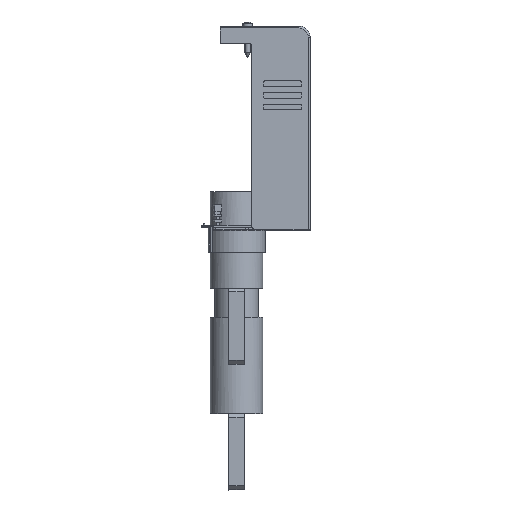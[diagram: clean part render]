
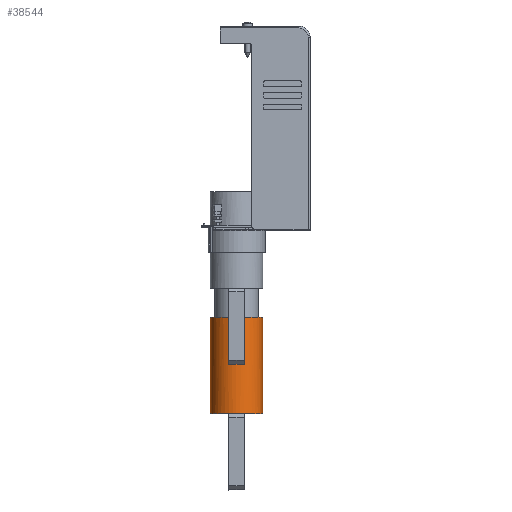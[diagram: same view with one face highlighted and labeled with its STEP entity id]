
A CAD part, top view. The second image highlights one B-rep face of the part: STEP entity #38544.
In plain terms, the highlighted cylindrical face has radius 13.6 mm (diameter 27.2 mm), a partial arc.
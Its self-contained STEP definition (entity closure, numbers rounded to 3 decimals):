
#37402=CARTESIAN_POINT('',(70.248,-128.55,
-46.503));
#37403=DIRECTION('',(0.,1.,0.));
#37404=DIRECTION('',(-0.294,0.,0.956));
#37405=AXIS2_PLACEMENT_3D('',#37402,#37403,#37404);
#37411=CARTESIAN_POINT('',(70.248,-128.55,
-46.503));
#37412=DIRECTION('',(0.,1.,0.));
#37413=DIRECTION('',(0.294,0.,0.956));
#37414=AXIS2_PLACEMENT_3D('',#37411,#37412,#37413);
#37443=DIRECTION('',(0.,1.,0.));
#37444=VECTOR('',#37443,50.);
#37445=CARTESIAN_POINT('',(56.648,-128.55,
-46.503));
#37446=LINE('',#37445,#37444);
#37447=DIRECTION('',(0.,-1.,0.));
#37448=VECTOR('',#37447,50.);
#37449=CARTESIAN_POINT('',(83.848,-78.55,
-46.503));
#37450=LINE('',#37449,#37448);
#37451=CARTESIAN_POINT('',(70.248,-128.55,
-46.503));
#37452=DIRECTION('',(0.,1.,0.));
#37453=DIRECTION('',(0.294,0.,0.956));
#37454=AXIS2_PLACEMENT_3D('',#37451,#37452,#37453);
#37486=CARTESIAN_POINT('',(70.248,-128.55,
-46.503));
#37487=DIRECTION('',(0.,1.,0.));
#37488=DIRECTION('',(-1.,0.,
0.));
#37489=AXIS2_PLACEMENT_3D('',#37486,#37487,#37488);
#37496=CARTESIAN_POINT('',(70.248,-128.55,
-46.503));
#37497=DIRECTION('',(0.,1.,0.));
#37498=DIRECTION('',(-0.294,0.,0.956));
#37499=AXIS2_PLACEMENT_3D('',#37496,#37497,#37498);
#37703=CARTESIAN_POINT('',(70.248,-78.55,
-46.503));
#37704=DIRECTION('',(0.,-1.,0.));
#37705=DIRECTION('',(1.,0.,0.));
#37706=AXIS2_PLACEMENT_3D('',#37703,#37704,#37705);
#38221=CARTESIAN_POINT('',(83.848,-78.55,
-46.503));
#38222=CARTESIAN_POINT('',(83.848,-128.55,
-46.503));
#38223=VERTEX_POINT('',#38221);
#38224=VERTEX_POINT('',#38222);
#38225=CARTESIAN_POINT('',(56.648,-128.55,
-46.503));
#38226=CARTESIAN_POINT('',(56.648,-78.55,
-46.503));
#38227=VERTEX_POINT('',#38225);
#38228=VERTEX_POINT('',#38226);
#38237=CARTESIAN_POINT('',(74.248,-128.55,
-33.505));
#38239=VERTEX_POINT('',#38237);
#38245=CARTESIAN_POINT('',(66.248,-128.55,
-33.505));
#38247=VERTEX_POINT('',#38245);
#38257=CARTESIAN_POINT('',(66.253,-128.55,
-33.503));
#38258=VERTEX_POINT('',#38257);
#38259=CARTESIAN_POINT('',(74.243,-128.55,
-33.503));
#38260=VERTEX_POINT('',#38259);
#38523=CARTESIAN_POINT('',(70.248,-129.55,
-46.503));
#38524=DIRECTION('',(0.,1.,0.));
#38525=DIRECTION('',(1.,0.,0.));
#38526=AXIS2_PLACEMENT_3D('',#38523,#38524,#38525);
#38527=CYLINDRICAL_SURFACE('',#38526,13.6);
#38528=ORIENTED_EDGE('',*,*,#38484,.F.);
#38530=ORIENTED_EDGE('',*,*,#38529,.F.);
#38532=ORIENTED_EDGE('',*,*,#38531,.T.);
#38534=ORIENTED_EDGE('',*,*,#38533,.F.);
#38536=ORIENTED_EDGE('',*,*,#38535,.T.);
#38538=ORIENTED_EDGE('',*,*,#38537,.F.);
#38539=ORIENTED_EDGE('',*,*,#38498,.F.);
#38541=ORIENTED_EDGE('',*,*,#38540,.F.);
#38542=EDGE_LOOP('',(#38528,#38530,#38532,#38534,#38536,#38538,#38539,#38541));
#38543=FACE_OUTER_BOUND('',#38542,.F.);
#37406=CIRCLE('',#37405,13.6);
#37415=CIRCLE('',#37414,13.6);
#37455=CIRCLE('',#37454,13.6);
#37490=CIRCLE('',#37489,13.6);
#37500=CIRCLE('',#37499,13.6);
#37707=CIRCLE('',#37706,13.6);
#38484=EDGE_CURVE('',#38247,#38258,#37406,.T.);
#38498=EDGE_CURVE('',#38260,#38239,#37415,.T.);
#38529=EDGE_CURVE('',#38227,#38247,#37490,.T.);
#38531=EDGE_CURVE('',#38227,#38228,#37446,.T.);
#38533=EDGE_CURVE('',#38223,#38228,#37707,.T.);
#38535=EDGE_CURVE('',#38223,#38224,#37450,.T.);
#38537=EDGE_CURVE('',#38239,#38224,#37455,.T.);
#38540=EDGE_CURVE('',#38258,#38260,#37500,.T.);
#38544=ADVANCED_FACE('',(#38543),#38527,.T.);
